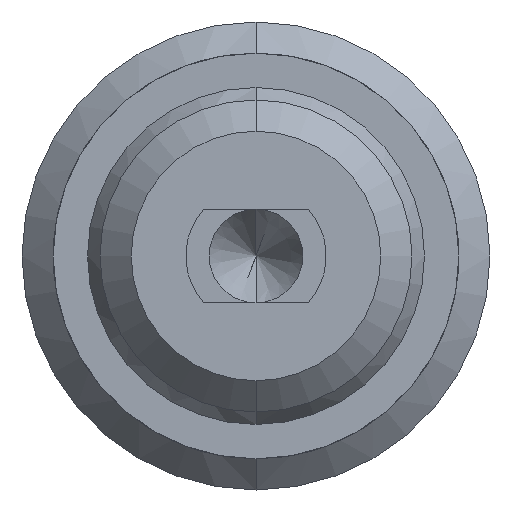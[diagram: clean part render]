
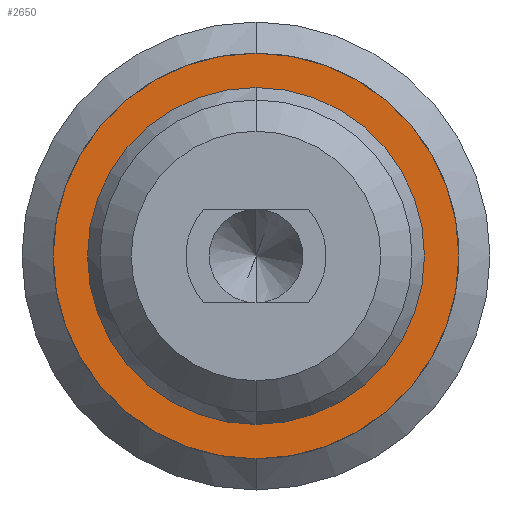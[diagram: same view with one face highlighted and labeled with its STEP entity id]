
A CAD part, front view. The second image highlights one B-rep face of the part: STEP entity #2650.
In plain terms, the highlighted planar face has unit normal (0, -1, 0).
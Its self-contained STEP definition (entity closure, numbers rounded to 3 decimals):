
#308 = VERTEX_POINT ( 'NONE', #3462 ) ;
#400 = EDGE_LOOP ( 'NONE', ( #1683, #3411 ) ) ;
#535 = EDGE_CURVE ( 'Defeature ausgef�hrt3_6+Defeature ausgef�hrt3_7+Defeature ausgef�hrt3_7+Defeature ausgef�hrt3_7', #3662, #3348, #1420, .T. ) ;
#568 = DIRECTION ( 'NONE',  ( 0., 0., -1. ) ) ;
#676 = DIRECTION ( 'NONE',  ( 0., 0., -1. ) ) ;
#686 = DIRECTION ( 'NONE',  ( 0., 0., -1. ) ) ;
#696 = VERTEX_POINT ( 'NONE', #3287 ) ;
#707 = FACE_OUTER_BOUND ( 'NONE', #1306, .T. ) ;
#713 = CIRCLE ( 'NONE', #2829, 1.3 ) ;
#738 = AXIS2_PLACEMENT_3D ( 'NONE', #1802, #3302, #4066 ) ;
#797 = CARTESIAN_POINT ( 'NONE',  ( 0., 27.9, -1.08 ) ) ;
#939 = FACE_BOUND ( 'NONE', #400, .T. ) ;
#1233 = AXIS2_PLACEMENT_3D ( 'NONE', #4609, #4592, #1907 ) ;
#1306 = EDGE_LOOP ( 'NONE', ( #3595, #2747 ) ) ;
#1420 = CIRCLE ( 'NONE', #1567, 1.08 ) ;
#1457 = DIRECTION ( 'NONE',  ( 0., -1., 0. ) ) ;
#1525 = AXIS2_PLACEMENT_3D ( 'NONE', #4496, #2951, #686 ) ;
#1567 = AXIS2_PLACEMENT_3D ( 'NONE', #3933, #2484, #568 ) ;
#1683 = ORIENTED_EDGE ( 'NONE', *, *, #3678, .F. ) ;
#1713 = CARTESIAN_POINT ( 'NONE',  ( 0., 27.9, 1.08 ) ) ;
#1802 = CARTESIAN_POINT ( 'NONE',  ( 0., 27.9, 0. ) ) ;
#1907 = DIRECTION ( 'NONE',  ( 0., 0., -1. ) ) ;
#2217 = EDGE_CURVE ( 'Defeature ausgef�hrt3_7+Defeature ausgef�hrt3_8+Defeature ausgef�hrt3_8+Defeature ausgef�hrt3_8', #308, #696, #713, .T. ) ;
#2348 = CIRCLE ( 'NONE', #738, 1.08 ) ;
#2484 = DIRECTION ( 'NONE',  ( 0., -1., 0. ) ) ;
#2577 = PLANE ( 'NONE',  #1525 ) ;
#2650 = ADVANCED_FACE ( 'Defeature ausgef�hrt3_7', ( #707, #939 ), #2577, .T. ) ;
#2747 = ORIENTED_EDGE ( 'NONE', *, *, #2217, .T. ) ;
#2829 = AXIS2_PLACEMENT_3D ( 'NONE', #3706, #1457, #676 ) ;
#2951 = DIRECTION ( 'NONE',  ( 0., -1., 0. ) ) ;
#3287 = CARTESIAN_POINT ( 'NONE',  ( 0., 27.9, -1.3 ) ) ;
#3302 = DIRECTION ( 'NONE',  ( 0., -1., 0. ) ) ;
#3348 = VERTEX_POINT ( 'NONE', #797 ) ;
#3384 = EDGE_CURVE ( 'Defeature ausgef�hrt3_7+Defeature ausgef�hrt3_8+Defeature ausgef�hrt3_8+Defeature ausgef�hrt3_8', #696, #308, #4302, .T. ) ;
#3411 = ORIENTED_EDGE ( 'NONE', *, *, #535, .F. ) ;
#3462 = CARTESIAN_POINT ( 'NONE',  ( 0., 27.9, 1.3 ) ) ;
#3595 = ORIENTED_EDGE ( 'NONE', *, *, #3384, .T. ) ;
#3662 = VERTEX_POINT ( 'NONE', #1713 ) ;
#3678 = EDGE_CURVE ( 'Defeature ausgef�hrt3_6+Defeature ausgef�hrt3_7+Defeature ausgef�hrt3_7+Defeature ausgef�hrt3_7', #3348, #3662, #2348, .T. ) ;
#3706 = CARTESIAN_POINT ( 'NONE',  ( 0., 27.9, 0. ) ) ;
#3933 = CARTESIAN_POINT ( 'NONE',  ( 0., 27.9, 0. ) ) ;
#4066 = DIRECTION ( 'NONE',  ( 0., 0., -1. ) ) ;
#4302 = CIRCLE ( 'NONE', #1233, 1.3 ) ;
#4496 = CARTESIAN_POINT ( 'NONE',  ( 1.08, 27.9, 0. ) ) ;
#4592 = DIRECTION ( 'NONE',  ( 0., -1., 0. ) ) ;
#4609 = CARTESIAN_POINT ( 'NONE',  ( 0., 27.9, 0. ) ) ;
